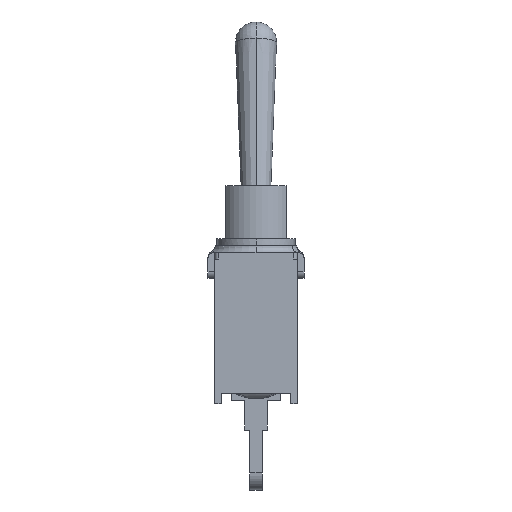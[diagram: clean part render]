
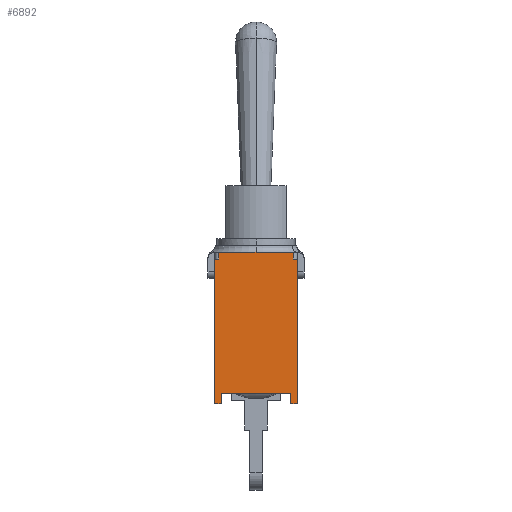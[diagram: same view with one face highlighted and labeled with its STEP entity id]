
A CAD part, left-side view. The second image highlights one B-rep face of the part: STEP entity #6892.
In plain terms, the highlighted planar face has unit normal (-1, 0, 0).
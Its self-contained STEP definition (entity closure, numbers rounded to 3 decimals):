
#178 = CARTESIAN_POINT ( 'NONE',  ( -4.065, 2.54, -0.04 ) ) ;
#192 = CARTESIAN_POINT ( 'NONE',  ( -4.065, -2.14, 0.61 ) ) ;
#207 = ORIENTED_EDGE ( 'NONE', *, *, #1889, .T. ) ;
#274 = VECTOR ( 'NONE', #8796, 1000. ) ;
#494 = CARTESIAN_POINT ( 'NONE',  ( -4.065, -2.54, 8.85 ) ) ;
#528 = EDGE_CURVE ( 'NONE', #10395, #1818, #6736, .T. ) ;
#799 = DIRECTION ( 'NONE',  ( 0., 0., 1. ) ) ;
#1102 = DIRECTION ( 'NONE',  ( 0., 1., 0. ) ) ;
#1123 = LINE ( 'NONE', #178, #5412 ) ;
#1189 = CARTESIAN_POINT ( 'NONE',  ( -4.065, -2.54, -0.04 ) ) ;
#1491 = VERTEX_POINT ( 'NONE', #10751 ) ;
#1577 = CARTESIAN_POINT ( 'NONE',  ( -4.065, -2.29, 9.26 ) ) ;
#1671 = LINE ( 'NONE', #1577, #3090 ) ;
#1818 = VERTEX_POINT ( 'NONE', #4615 ) ;
#1889 = EDGE_CURVE ( 'NONE', #2388, #1818, #8786, .T. ) ;
#1925 = DIRECTION ( 'NONE',  ( 0., 0., 1. ) ) ;
#2089 = VERTEX_POINT ( 'NONE', #2681 ) ;
#2246 = AXIS2_PLACEMENT_3D ( 'NONE', #9745, #3059, #5455 ) ;
#2388 = VERTEX_POINT ( 'NONE', #494 ) ;
#2505 = DIRECTION ( 'NONE',  ( 0., 0., -1. ) ) ;
#2681 = CARTESIAN_POINT ( 'NONE',  ( -4.065, 2.54, -0.04 ) ) ;
#2873 = EDGE_CURVE ( 'NONE', #6364, #4262, #6971, .T. ) ;
#2985 = ORIENTED_EDGE ( 'NONE', *, *, #528, .F. ) ;
#3019 = VECTOR ( 'NONE', #2505, 1000. ) ;
#3059 = DIRECTION ( 'NONE',  ( -1., 0., 0. ) ) ;
#3090 = VECTOR ( 'NONE', #6755, 1000. ) ;
#3229 = EDGE_LOOP ( 'NONE', ( #11015, #8965, #7480, #4380, #6536, #207, #2985, #8949, #4173, #9082, #4603, #3574 ) ) ;
#3271 = EDGE_CURVE ( 'NONE', #4262, #8708, #4639, .T. ) ;
#3521 = LINE ( 'NONE', #6960, #5625 ) ;
#3526 = DIRECTION ( 'NONE',  ( 0., 1., 0. ) ) ;
#3528 = CARTESIAN_POINT ( 'NONE',  ( -4.065, -2.54, -0.04 ) ) ;
#3557 = DIRECTION ( 'NONE',  ( 0., 0., -1. ) ) ;
#3574 = ORIENTED_EDGE ( 'NONE', *, *, #10981, .F. ) ;
#3625 = VERTEX_POINT ( 'NONE', #5506 ) ;
#3918 = CARTESIAN_POINT ( 'NONE',  ( -4.065, -2.54, -0.04 ) ) ;
#4141 = CARTESIAN_POINT ( 'NONE',  ( -4.065, -2.14, 0.61 ) ) ;
#4173 = ORIENTED_EDGE ( 'NONE', *, *, #8314, .F. ) ;
#4262 = VERTEX_POINT ( 'NONE', #6950 ) ;
#4320 = CARTESIAN_POINT ( 'NONE',  ( -4.065, -2.54, 8.85 ) ) ;
#4331 = LINE ( 'NONE', #192, #7608 ) ;
#4380 = ORIENTED_EDGE ( 'NONE', *, *, #10674, .F. ) ;
#4603 = ORIENTED_EDGE ( 'NONE', *, *, #9433, .F. ) ;
#4615 = CARTESIAN_POINT ( 'NONE',  ( -4.065, -2.29, 8.85 ) ) ;
#4639 = LINE ( 'NONE', #8768, #8857 ) ;
#4691 = EDGE_CURVE ( 'NONE', #9709, #2388, #8861, .T. ) ;
#4992 = VERTEX_POINT ( 'NONE', #9312 ) ;
#5155 = CARTESIAN_POINT ( 'NONE',  ( -4.065, 2.29, 8.85 ) ) ;
#5199 = DIRECTION ( 'NONE',  ( 0., 0., 1. ) ) ;
#5412 = VECTOR ( 'NONE', #1925, 1000. ) ;
#5434 = VECTOR ( 'NONE', #5199, 1000. ) ;
#5455 = DIRECTION ( 'NONE',  ( 0., 0., 1. ) ) ;
#5506 = CARTESIAN_POINT ( 'NONE',  ( -4.065, 2.54, 8.85 ) ) ;
#5561 = CARTESIAN_POINT ( 'NONE',  ( -4.065, -2.14, -0.04 ) ) ;
#5625 = VECTOR ( 'NONE', #1102, 1000. ) ;
#5923 = VECTOR ( 'NONE', #799, 1000. ) ;
#6114 = VECTOR ( 'NONE', #7837, 1000. ) ;
#6364 = VERTEX_POINT ( 'NONE', #7156 ) ;
#6536 = ORIENTED_EDGE ( 'NONE', *, *, #4691, .T. ) ;
#6736 = LINE ( 'NONE', #11097, #3019 ) ;
#6755 = DIRECTION ( 'NONE',  ( 0., 1., 0. ) ) ;
#6892 = ADVANCED_FACE ( 'NONE', ( #9914 ), #7346, .T. ) ;
#6950 = CARTESIAN_POINT ( 'NONE',  ( -4.065, 2.14, 0.61 ) ) ;
#6960 = CARTESIAN_POINT ( 'NONE',  ( -4.065, 2.14, -0.04 ) ) ;
#6971 = LINE ( 'NONE', #8556, #5434 ) ;
#7107 = EDGE_CURVE ( 'NONE', #8708, #9970, #4331, .T. ) ;
#7156 = CARTESIAN_POINT ( 'NONE',  ( -4.065, 2.14, -0.04 ) ) ;
#7314 = LINE ( 'NONE', #3918, #9209 ) ;
#7346 = PLANE ( 'NONE',  #2246 ) ;
#7480 = ORIENTED_EDGE ( 'NONE', *, *, #7107, .T. ) ;
#7608 = VECTOR ( 'NONE', #3557, 1000. ) ;
#7837 = DIRECTION ( 'NONE',  ( 0., 1., 0. ) ) ;
#7926 = CARTESIAN_POINT ( 'NONE',  ( -4.065, 2.29, 8.85 ) ) ;
#8314 = EDGE_CURVE ( 'NONE', #1491, #4992, #9262, .T. ) ;
#8435 = VECTOR ( 'NONE', #3526, 1000. ) ;
#8556 = CARTESIAN_POINT ( 'NONE',  ( -4.065, 2.14, -0.04 ) ) ;
#8708 = VERTEX_POINT ( 'NONE', #4141 ) ;
#8724 = EDGE_CURVE ( 'NONE', #10395, #4992, #1671, .T. ) ;
#8768 = CARTESIAN_POINT ( 'NONE',  ( -4.065, 2.14, 0.61 ) ) ;
#8786 = LINE ( 'NONE', #4320, #6114 ) ;
#8796 = DIRECTION ( 'NONE',  ( 0., 0., 1. ) ) ;
#8857 = VECTOR ( 'NONE', #9699, 1000. ) ;
#8861 = LINE ( 'NONE', #1189, #274 ) ;
#8873 = EDGE_CURVE ( 'NONE', #1491, #3625, #10495, .T. ) ;
#8923 = CARTESIAN_POINT ( 'NONE',  ( -4.065, -2.29, 9.26 ) ) ;
#8949 = ORIENTED_EDGE ( 'NONE', *, *, #8724, .T. ) ;
#8965 = ORIENTED_EDGE ( 'NONE', *, *, #3271, .T. ) ;
#9082 = ORIENTED_EDGE ( 'NONE', *, *, #8873, .T. ) ;
#9209 = VECTOR ( 'NONE', #10002, 1000. ) ;
#9262 = LINE ( 'NONE', #5155, #5923 ) ;
#9312 = CARTESIAN_POINT ( 'NONE',  ( -4.065, 2.29, 9.26 ) ) ;
#9433 = EDGE_CURVE ( 'NONE', #2089, #3625, #1123, .T. ) ;
#9699 = DIRECTION ( 'NONE',  ( 0., -1., 0. ) ) ;
#9709 = VERTEX_POINT ( 'NONE', #3528 ) ;
#9745 = CARTESIAN_POINT ( 'NONE',  ( -4.065, -2.794, -0.505 ) ) ;
#9914 = FACE_OUTER_BOUND ( 'NONE', #3229, .T. ) ;
#9970 = VERTEX_POINT ( 'NONE', #5561 ) ;
#10002 = DIRECTION ( 'NONE',  ( 0., 1., 0. ) ) ;
#10395 = VERTEX_POINT ( 'NONE', #8923 ) ;
#10495 = LINE ( 'NONE', #7926, #8435 ) ;
#10674 = EDGE_CURVE ( 'NONE', #9709, #9970, #7314, .T. ) ;
#10751 = CARTESIAN_POINT ( 'NONE',  ( -4.065, 2.29, 8.85 ) ) ;
#10981 = EDGE_CURVE ( 'NONE', #6364, #2089, #3521, .T. ) ;
#11015 = ORIENTED_EDGE ( 'NONE', *, *, #2873, .T. ) ;
#11097 = CARTESIAN_POINT ( 'NONE',  ( -4.065, -2.29, 9.26 ) ) ;
